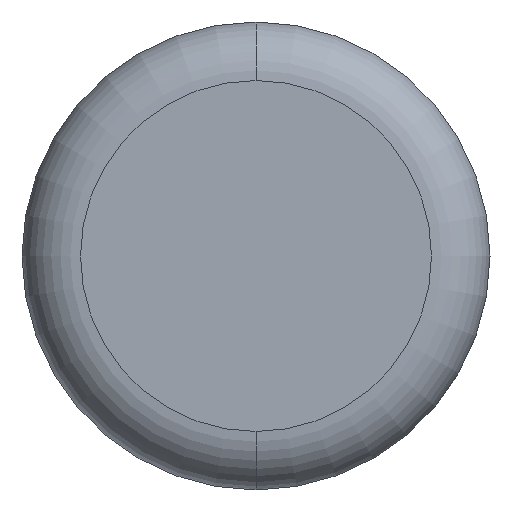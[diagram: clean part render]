
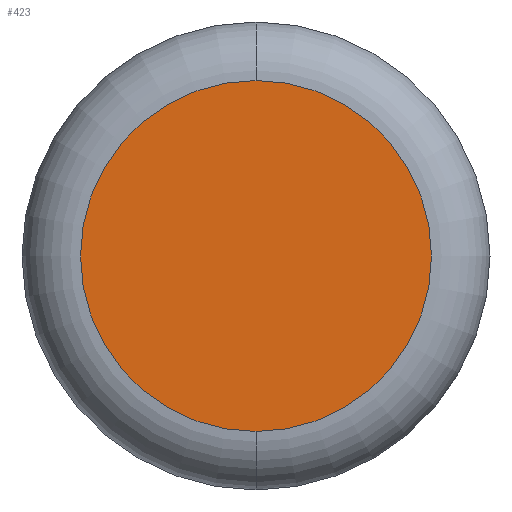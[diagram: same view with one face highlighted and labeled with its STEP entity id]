
A CAD part, front view. The second image highlights one B-rep face of the part: STEP entity #423.
In plain terms, the highlighted planar face has unit normal (0, -1, 0).
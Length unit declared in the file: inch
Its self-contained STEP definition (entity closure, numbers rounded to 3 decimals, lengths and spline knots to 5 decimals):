
#3 = CARTESIAN_POINT ( 'NONE',  ( 0., 0., 0. ) ) ;
#7 = CIRCLE ( 'NONE', #71, 0.375 ) ;
#41 = VERTEX_POINT ( 'NONE', #310 ) ;
#71 = AXIS2_PLACEMENT_3D ( 'NONE', #3, #446, #85 ) ;
#83 = CARTESIAN_POINT ( 'NONE',  ( 0., 0., 0. ) ) ;
#85 = DIRECTION ( 'NONE',  ( 0., 0., -1. ) ) ;
#109 = FACE_OUTER_BOUND ( 'NONE', #196, .T. ) ;
#114 = DIRECTION ( 'NONE',  ( 0., -1., 0. ) ) ;
#132 = ORIENTED_EDGE ( 'NONE', *, *, #140, .T. ) ;
#133 = CARTESIAN_POINT ( 'NONE',  ( 0., 0., 0.375 ) ) ;
#137 = AXIS2_PLACEMENT_3D ( 'NONE', #477, #114, #441 ) ;
#138 = VERTEX_POINT ( 'NONE', #133 ) ;
#140 = EDGE_CURVE ( 'NONE', #138, #41, #397, .T. ) ;
#196 = EDGE_LOOP ( 'NONE', ( #224, #132 ) ) ;
#224 = ORIENTED_EDGE ( 'NONE', *, *, #450, .T. ) ;
#310 = CARTESIAN_POINT ( 'NONE',  ( 0., 0., -0.375 ) ) ;
#333 = DIRECTION ( 'NONE',  ( 0., 0., -1. ) ) ;
#397 = CIRCLE ( 'NONE', #421, 0.375 ) ;
#421 = AXIS2_PLACEMENT_3D ( 'NONE', #83, #506, #333 ) ;
#423 = ADVANCED_FACE ( 'NONE', ( #109 ), #483, .T. ) ;
#441 = DIRECTION ( 'NONE',  ( 0., 0., -1. ) ) ;
#446 = DIRECTION ( 'NONE',  ( 0., -1., 0. ) ) ;
#450 = EDGE_CURVE ( 'NONE', #41, #138, #7, .T. ) ;
#477 = CARTESIAN_POINT ( 'NONE',  ( 0., 0., 0. ) ) ;
#483 = PLANE ( 'NONE',  #137 ) ;
#506 = DIRECTION ( 'NONE',  ( 0., -1., 0. ) ) ;
